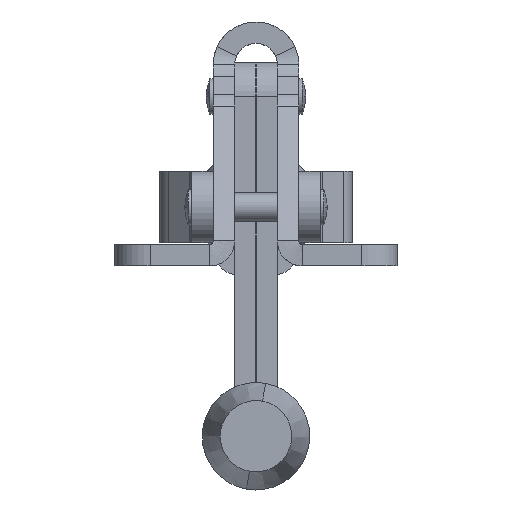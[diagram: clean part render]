
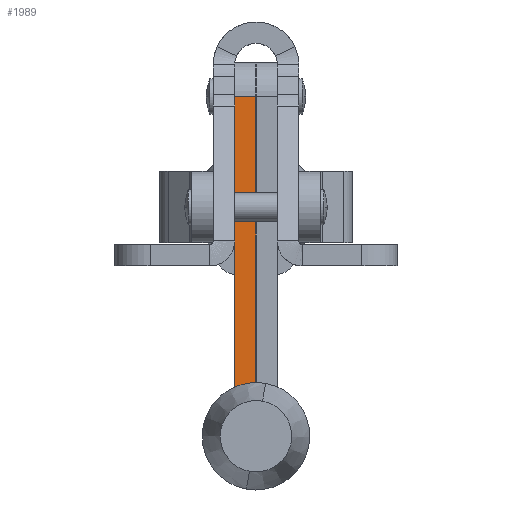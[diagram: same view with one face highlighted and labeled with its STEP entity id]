
A CAD part, front view. The second image highlights one B-rep face of the part: STEP entity #1989.
In plain terms, the highlighted face is planar.
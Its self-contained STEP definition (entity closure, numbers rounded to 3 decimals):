
#999 = AXIS2_PLACEMENT_3D ( 'NONE', #11711, #11720, #11721 ) ;
#1989 = ADVANCED_FACE ( 'NONE', ( #15000 ), #11718, .F. ) ;
#2324 = AXIS2_PLACEMENT_3D ( 'NONE', #7621, #7622, #7623 ) ;
#2325 = AXIS2_PLACEMENT_3D ( 'NONE', #7625, #7626, #7627 ) ;
#2326 = AXIS2_PLACEMENT_3D ( 'NONE', #7630, #7631, #7632 ) ;
#5560 = EDGE_LOOP ( 'NONE', ( #26143, #26227, #26229, #26245, #25833, #25834, #25841 ) ) ;
#7083 = EDGE_CURVE ( 'NONE', #9818, #25882, #10814, .T. ) ;
#7084 = EDGE_CURVE ( 'NONE', #13024, #9818, #10810, .T. ) ;
#7085 = EDGE_CURVE ( 'NONE', #9720, #13024, #10815, .T. ) ;
#7086 = EDGE_CURVE ( 'NONE', #9739, #9720, #10816, .T. ) ;
#7087 = EDGE_CURVE ( 'NONE', #25998, #9739, #10818, .T. ) ;
#7616 = DIRECTION ( 'NONE',  ( -0.956, -0.293, 0. ) ) ;
#7620 = CARTESIAN_POINT ( 'NONE',  ( 0., 0., 0. ) ) ;
#7621 = CARTESIAN_POINT ( 'NONE',  ( 3.2, 0., 0. ) ) ;
#7622 = DIRECTION ( 'NONE',  ( 0., 0., 1. ) ) ;
#7623 = DIRECTION ( 'NONE',  ( 1., 0., 0. ) ) ;
#7624 = DIRECTION ( 'NONE',  ( -1., 0., 0. ) ) ;
#7625 = CARTESIAN_POINT ( 'NONE',  ( 3.2, 0., 0. ) ) ;
#7626 = DIRECTION ( 'NONE',  ( 0., 0., -1. ) ) ;
#7627 = DIRECTION ( 'NONE',  ( 1., 0., 0. ) ) ;
#7629 = CARTESIAN_POINT ( 'NONE',  ( 8.626, 0., 0. ) ) ;
#7630 = CARTESIAN_POINT ( 'NONE',  ( 8.626, -3., 0. ) ) ;
#7631 = DIRECTION ( 'NONE',  ( 0., 0., 1. ) ) ;
#7632 = DIRECTION ( 'NONE',  ( -1., 0., 0. ) ) ;
#8715 = CARTESIAN_POINT ( 'NONE',  ( 6., -1.548, 0. ) ) ;
#8728 = CARTESIAN_POINT ( 'NONE',  ( 8.626, 0., 0. ) ) ;
#8777 = CARTESIAN_POINT ( 'NONE',  ( -2.934, -0.899, 0. ) ) ;
#9119 = CARTESIAN_POINT ( 'NONE',  ( 0., 0., 0. ) ) ;
#9720 = VERTEX_POINT ( 'NONE', #8715 ) ;
#9739 = VERTEX_POINT ( 'NONE', #8728 ) ;
#9818 = VERTEX_POINT ( 'NONE', #8777 ) ;
#10810 = LINE ( 'NONE', #7620, #10817 ) ;
#10814 = CIRCLE ( 'NONE', #2324, 6.2 ) ;
#10815 = CIRCLE ( 'NONE', #2325, 3.2 ) ;
#10816 = CIRCLE ( 'NONE', #2326, 3. ) ;
#10817 = VECTOR ( 'NONE', #7616, 1000. ) ;
#10818 = LINE ( 'NONE', #7629, #10821 ) ;
#10821 = VECTOR ( 'NONE', #7624, 1000. ) ;
#11711 = CARTESIAN_POINT ( 'NONE',  ( 3.2, 0., 0. ) ) ;
#11718 = PLANE ( 'NONE',  #999 ) ;
#11720 = DIRECTION ( 'NONE',  ( 0., 0., 1. ) ) ;
#11721 = DIRECTION ( 'NONE',  ( 1., 0., 0. ) ) ;
#13024 = VERTEX_POINT ( 'NONE', #9119 ) ;
#15000 = FACE_OUTER_BOUND ( 'NONE', #5560, .T. ) ;
#21802 = CARTESIAN_POINT ( 'NONE',  ( 8.626, -3., 0. ) ) ;
#21803 = DIRECTION ( 'NONE',  ( 1., 0., 0. ) ) ;
#24259 = CARTESIAN_POINT ( 'NONE',  ( 8.626, -3., 0. ) ) ;
#24402 = CARTESIAN_POINT ( 'NONE',  ( 50.82, 0., 0. ) ) ;
#24418 = CARTESIAN_POINT ( 'NONE',  ( 50.82, -3., 0. ) ) ;
#24774 = EDGE_CURVE ( 'NONE', #25998, #26014, #27619, .T. ) ;
#24983 = EDGE_CURVE ( 'NONE', #25882, #26014, #27862, .T. ) ;
#25833 = ORIENTED_EDGE ( 'NONE', *, *, #7085, .F. ) ;
#25834 = ORIENTED_EDGE ( 'NONE', *, *, #7086, .F. ) ;
#25841 = ORIENTED_EDGE ( 'NONE', *, *, #7087, .F. ) ;
#25882 = VERTEX_POINT ( 'NONE', #24259 ) ;
#25998 = VERTEX_POINT ( 'NONE', #24402 ) ;
#26014 = VERTEX_POINT ( 'NONE', #24418 ) ;
#26143 = ORIENTED_EDGE ( 'NONE', *, *, #24774, .T. ) ;
#26227 = ORIENTED_EDGE ( 'NONE', *, *, #24983, .F. ) ;
#26229 = ORIENTED_EDGE ( 'NONE', *, *, #7083, .F. ) ;
#26245 = ORIENTED_EDGE ( 'NONE', *, *, #7084, .F. ) ;
#27619 = LINE ( 'NONE', #29779, #27621 ) ;
#27621 = VECTOR ( 'NONE', #29775, 1000. ) ;
#27862 = LINE ( 'NONE', #21802, #27865 ) ;
#27865 = VECTOR ( 'NONE', #21803, 1000. ) ;
#29775 = DIRECTION ( 'NONE',  ( 0., -1., 0. ) ) ;
#29779 = CARTESIAN_POINT ( 'NONE',  ( 50.82, 0., 0. ) ) ;
